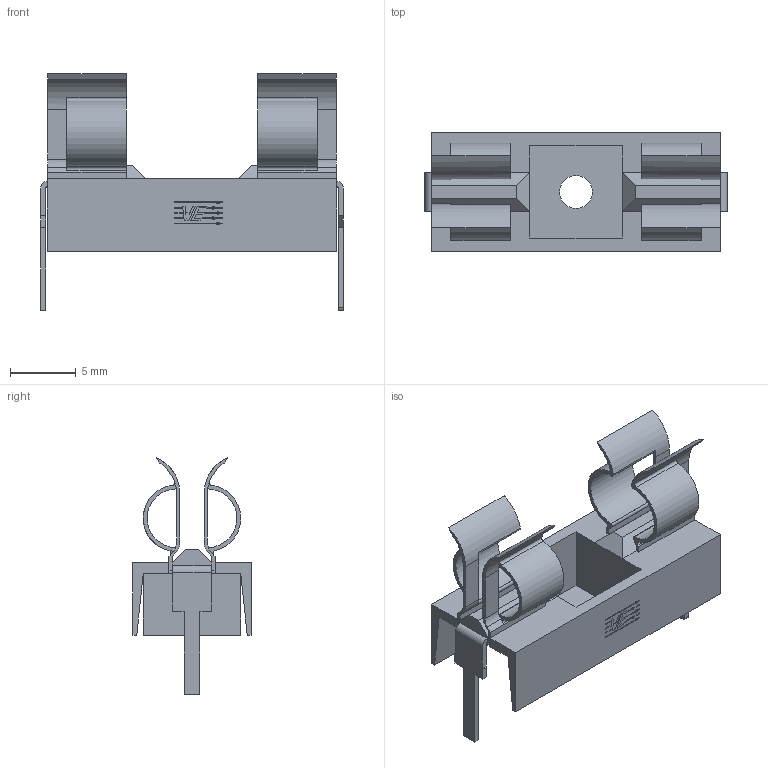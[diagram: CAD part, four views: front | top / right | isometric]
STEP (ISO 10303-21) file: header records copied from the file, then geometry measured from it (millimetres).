
FILE_DESCRIPTION(/* description */ (''),/* implementation_level */ '2;1');
FILE_NAME(/* name */ 'Wurth 696101000002.stp',/* time_stamp */ '2019-12-15T23:37:56+02:00',/* author */ ('BMT'),/* organization */ (''),/* preprocessor_version */ 'ST-DEVELOPER v16.5',/* originating_system */ 'Autodesk Inventor 2017',/* authorisation */ '');
FILE_SCHEMA (('AUTOMOTIVE_DESIGN { 1 0 10303 214 3 1 1 }'));
Length unit declared in the file: millimetre
Products named in the file (3): Wurth 696101000002; Wurth 696101000002 1; Wurth Electronics logo___ (1)
Assembly tree (2 placements, depth 2):
  Wurth 696101000002
    Wurth 696101000002 1
    Wurth Electronics logo___ (1)
Bounding box: 23 x 9 x 18 mm (x, y, z)
Volume: 391.5 mm3; surface area: 1770.8 mm2
Topology: 11 solids, 11 shells, 287 faces, 774 edges, 501 vertices
Faces by surface type: plane 223, cylinder 64
Full cylindrical faces by diameter (mm): 0.15 x5, 2.5 x1
Entity records: 9082 total; most frequent: CARTESIAN_POINT 1561, ORIENTED_EDGE 1536, DIRECTION 1500, EDGE_CURVE 768, LINE 620, VECTOR 620, VERTEX_POINT 501, AXIS2_PLACEMENT_3D 440
